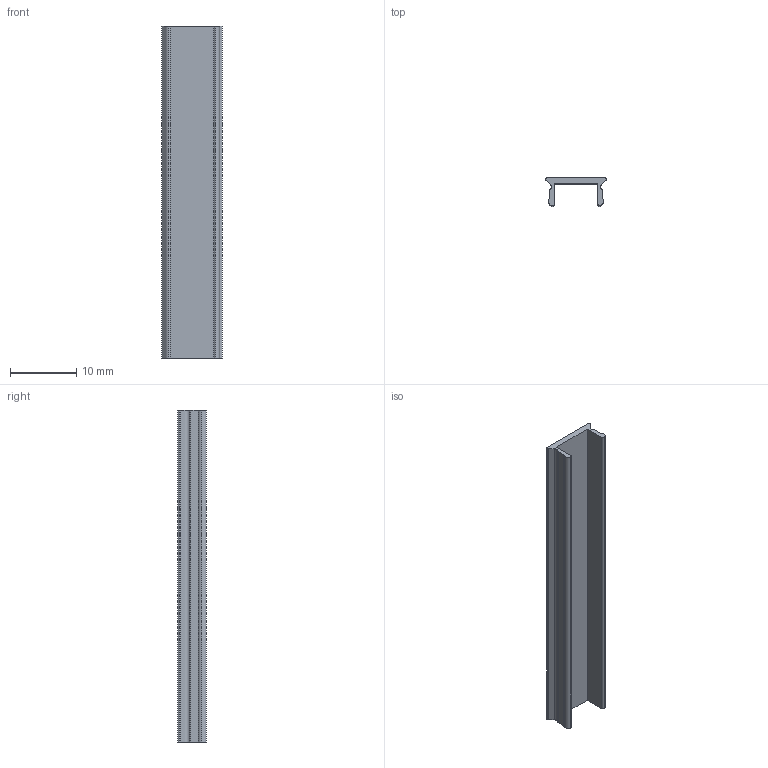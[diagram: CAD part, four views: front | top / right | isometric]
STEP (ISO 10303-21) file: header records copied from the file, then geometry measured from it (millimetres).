
FILE_DESCRIPTION (( 'STEP AP214' ), '1' );
FILE_NAME ('BASE08E1808-Profilé cache 8 40 Al.step', '2023-03-24T09:49:19', ( 'Altae' ), ( '' ), 'SwSTEP 2.0', 'SolidWorks 2021', '' );
FILE_SCHEMA (( 'AUTOMOTIVE_DESIGN' ));
Length unit declared in the file: millimetre
Products named in the file (1): BASE08E1808-Profilé cache 8 40 Al
Bounding box: 9.1 x 4.3 x 50 mm (x, y, z)
Volume: 624.4 mm3; surface area: 1653.9 mm2
Topology: 1 solids, 1 shells, 23 faces, 63 edges, 42 vertices
Faces by surface type: cylinder 13, plane 10
Entity records: 777 total; most frequent: DIRECTION 137, CARTESIAN_POINT 129, ORIENTED_EDGE 126, EDGE_CURVE 63, AXIS2_PLACEMENT_3D 50, VERTEX_POINT 42, VECTOR 37, LINE 37
